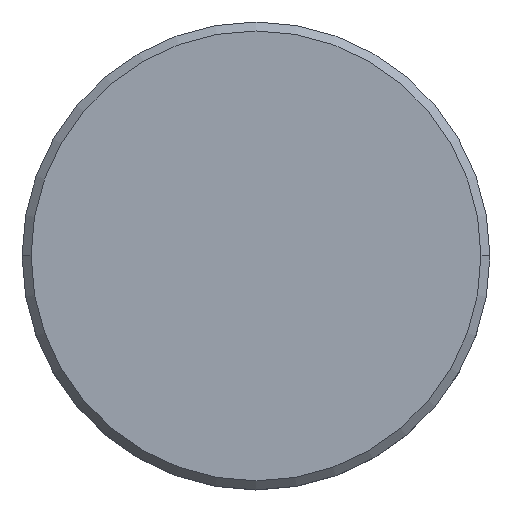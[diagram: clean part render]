
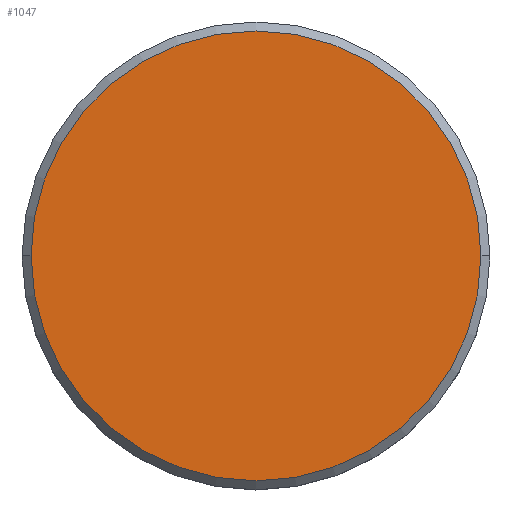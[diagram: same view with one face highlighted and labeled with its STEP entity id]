
A CAD part, top view. The second image highlights one B-rep face of the part: STEP entity #1047.
In plain terms, the highlighted planar face has unit normal (0, 0, 1).
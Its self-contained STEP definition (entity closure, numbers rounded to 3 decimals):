
#35 = AXIS2_PLACEMENT_3D ( 'NONE', #577, #678, #861 ) ;
#96 = AXIS2_PLACEMENT_3D ( 'NONE', #769, #1020, #846 ) ;
#133 = FACE_OUTER_BOUND ( 'NONE', #1167, .T. ) ;
#254 = DIRECTION ( 'NONE',  ( 1., 0., 0. ) ) ;
#270 = CARTESIAN_POINT ( 'NONE',  ( 12.5, 0., 0. ) ) ;
#301 = CARTESIAN_POINT ( 'NONE',  ( -12.5, 0., 0. ) ) ;
#461 = CIRCLE ( 'NONE', #96, 12.5 ) ;
#463 = ORIENTED_EDGE ( 'NONE', *, *, #1177, .T. ) ;
#478 = CIRCLE ( 'NONE', #1142, 12.5 ) ;
#577 = CARTESIAN_POINT ( 'NONE',  ( 0., 0., 0. ) ) ;
#655 = ORIENTED_EDGE ( 'NONE', *, *, #1087, .T. ) ;
#678 = DIRECTION ( 'NONE',  ( 0., 0., 1. ) ) ;
#769 = CARTESIAN_POINT ( 'NONE',  ( 0., 0., 0. ) ) ;
#819 = VERTEX_POINT ( 'NONE', #270 ) ;
#846 = DIRECTION ( 'NONE',  ( 1., 0., 0. ) ) ;
#861 = DIRECTION ( 'NONE',  ( 1., 0., 0. ) ) ;
#865 = DIRECTION ( 'NONE',  ( 0., 0., 1. ) ) ;
#929 = PLANE ( 'NONE',  #35 ) ;
#952 = VERTEX_POINT ( 'NONE', #301 ) ;
#1020 = DIRECTION ( 'NONE',  ( 0., 0., 1. ) ) ;
#1047 = ADVANCED_FACE ( 'NONE', ( #133 ), #929, .T. ) ;
#1055 = CARTESIAN_POINT ( 'NONE',  ( 0., 0., 0. ) ) ;
#1087 = EDGE_CURVE ( 'NONE', #952, #819, #461, .T. ) ;
#1142 = AXIS2_PLACEMENT_3D ( 'NONE', #1055, #865, #254 ) ;
#1167 = EDGE_LOOP ( 'NONE', ( #655, #463 ) ) ;
#1177 = EDGE_CURVE ( 'NONE', #819, #952, #478, .T. ) ;
